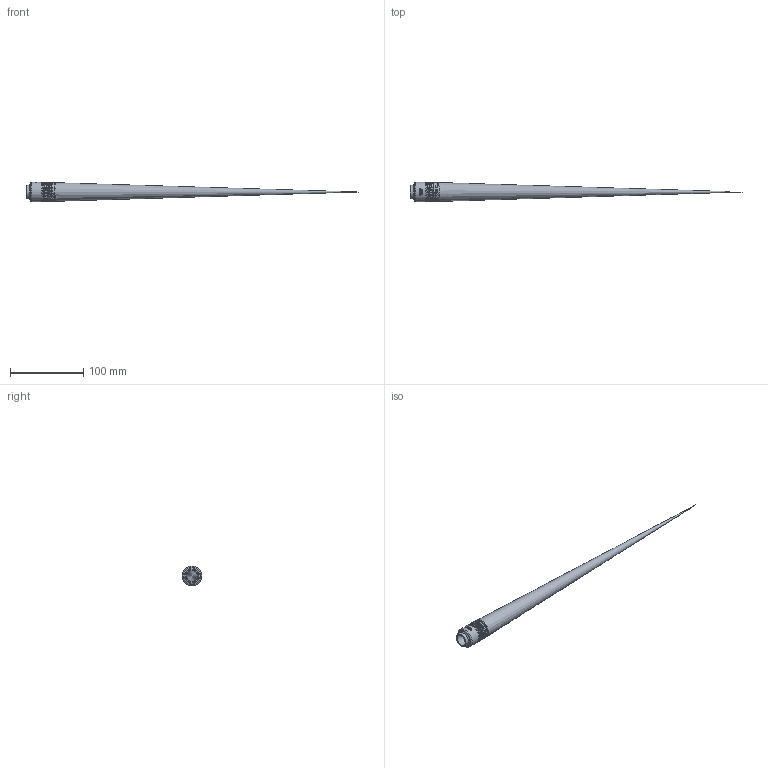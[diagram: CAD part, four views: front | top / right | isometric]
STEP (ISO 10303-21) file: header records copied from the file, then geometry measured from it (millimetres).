
FILE_DESCRIPTION(/* description */ (''),/* implementation_level */ '2;1');
FILE_NAME(/* name */ '19WB-.75.stp',/* time_stamp */ '2021-12-07T09:46:12-05:00',/* author */ ('rick'),/* organization */ (''),/* preprocessor_version */ 'ST-DEVELOPER v18.1',/* originating_system */ 'Autodesk Inventor 2020',/* authorisation */ '');
FILE_SCHEMA (('AUTOMOTIVE_DESIGN { 1 0 10303 214 3 1 1 }'));
Length unit declared in the file: inch
Products named in the file (1): 19WB-.75
Bounding box: 453.3 x 26.91 x 26.91 mm (x, y, z)
Volume: 12145.3 mm3; surface area: 75360.9 mm2
Topology: 1 solids, 1 shells, 364 faces, 998 edges, 666 vertices
Faces by surface type: bspline 169, plane 141, cylinder 36, cone 13, torus 5
Full cylindrical faces by diameter (mm): 15.748 x1, 19.05 x1, 26.911 x1
Entity records: 21426 total; most frequent: CARTESIAN_POINT 13136, ORIENTED_EDGE 1984, DIRECTION 1223, EDGE_CURVE 992, VERTEX_POINT 664, LINE 435, VECTOR 435, EDGE_LOOP 400
